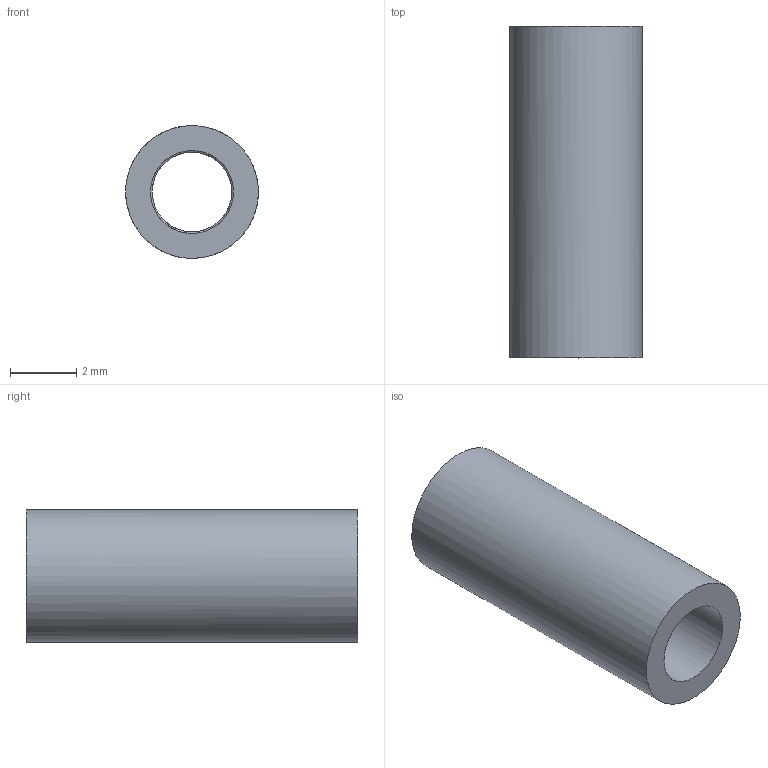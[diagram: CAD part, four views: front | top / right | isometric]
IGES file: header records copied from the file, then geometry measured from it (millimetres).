
Global section: file name: C16-RO-4-10; native system: Autodesk Inventor 2020; preprocessor: unknown; author: nonaka; date: 20200330.135924; units: millimetre
Bounding box: 4 x 10 x 4 mm (x, y, z)
Volume: 77.9 mm3; surface area: 219.3 mm2
Topology: 1 solids, 1 shells, 8 faces, 18 edges, 12 vertices
Faces by surface type: bspline 8
